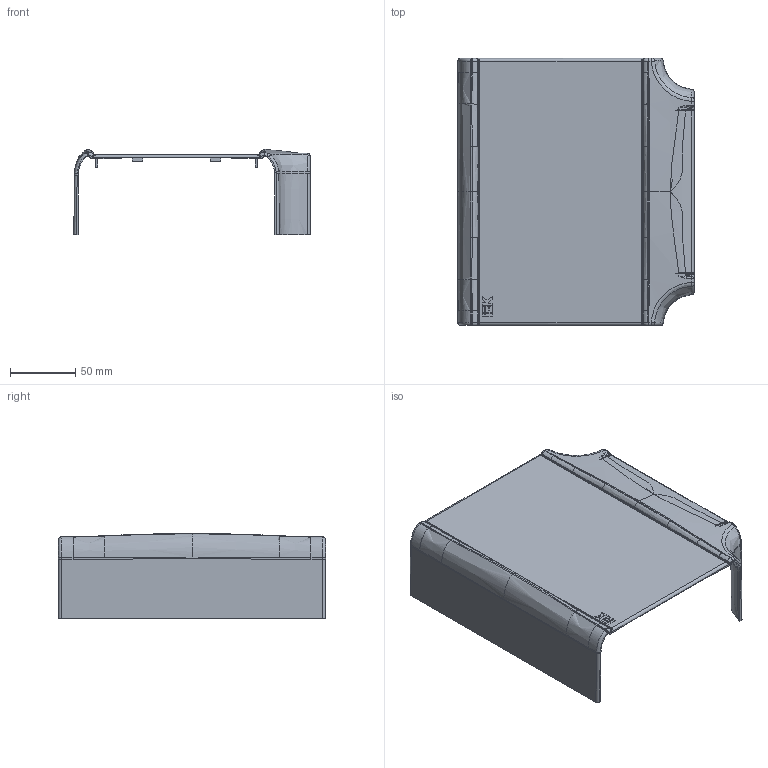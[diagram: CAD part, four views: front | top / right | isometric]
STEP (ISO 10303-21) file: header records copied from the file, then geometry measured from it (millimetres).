
FILE_DESCRIPTION (( 'STEP AP214' ), '1' );
FILE_NAME ('CKK-40D-T-150-060-K01 Ò-óãîë äëÿ Ê.Ê. Ïðàéìåð 150õ60.STEP', '2016-07-14T12:39:34', ( '' ), ( '' ), 'SwSTEP 2.0', 'SolidWorks 2014', '' );
FILE_SCHEMA (( 'AUTOMOTIVE_DESIGN' ));
Length unit declared in the file: millimetre
Products named in the file (1): CKK-40D-T-150-060-K01 Ò-óãîë äëÿ Ê.Ê. Ïðàéìåð 150õ60
Bounding box: 180.91 x 204.61 x 65.17 mm (x, y, z)
Volume: 111858.4 mm3; surface area: 109648.6 mm2
Topology: 1 solids, 1 shells, 575 faces, 1597 edges, 1021 vertices
Faces by surface type: bspline 350, plane 160, cylinder 57, cone 8
Entity records: 47643 total; most frequent: CARTESIAN_POINT 36132, ORIENTED_EDGE 3170, EDGE_CURVE 1585, DIRECTION 1026, VERTEX_POINT 1022, B_SPLINE_CURVE_WITH_KNOTS 1022, EDGE_LOOP 585, ADVANCED_FACE 575
